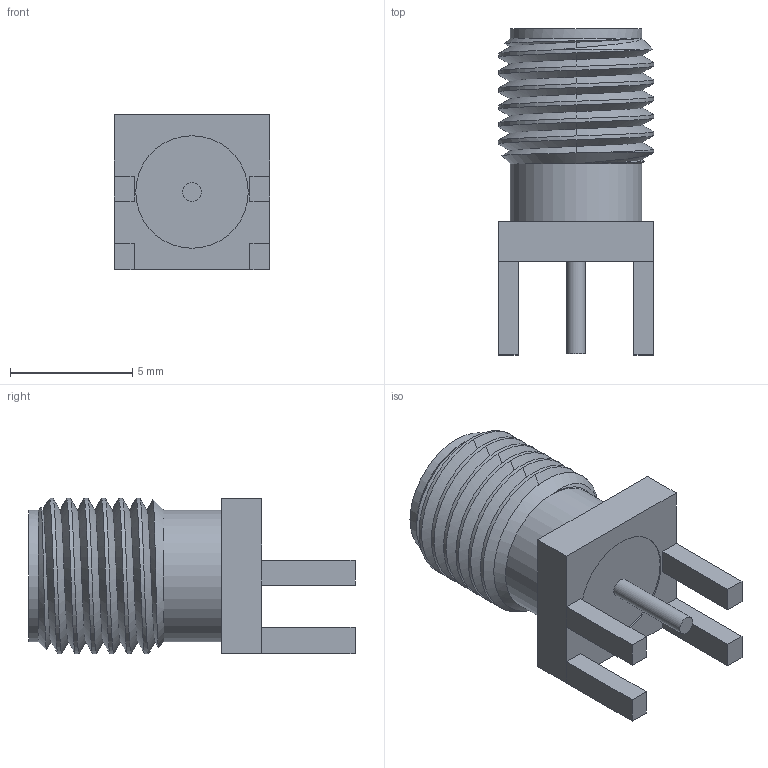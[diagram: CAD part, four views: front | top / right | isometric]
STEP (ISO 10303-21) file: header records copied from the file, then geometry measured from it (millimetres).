
FILE_DESCRIPTION(('FreeCAD Model'),'2;1');
FILE_NAME('sma-board-edge.step', '2018-04-01T19:05:32',('Author'),(''), 'Open CASCADE STEP processor 6.8','FreeCAD','Unknown');
FILE_SCHEMA(('AUTOMOTIVE_DESIGN_CC2 { 1 2 10303 214 -1 1 5 4 }'));
Length unit declared in the file: millimetre
Products named in the file (1): Pocket002
Bounding box: 6.35 x 13.33 x 6.35 mm (x, y, z)
Volume: 249.6 mm3; surface area: 443.1 mm2
Topology: 1 solids, 1 shells, 65 faces, 152 edges, 94 vertices
Faces by surface type: plane 31, bspline 16, cylinder 13, cone 5
Full cylindrical faces by diameter (mm): 0.76 x1, 0.92 x1, 4.6 x2, 5.385 x2, 6.35 x5
Entity records: 10591 total; most frequent: CARTESIAN_POINT 7330, DIRECTION 415, ORIENTED_EDGE 304, PCURVE 304, DEFINITIONAL_REPRESENTATION 304, LINE 275, VECTOR 275, EDGE_CURVE 152
